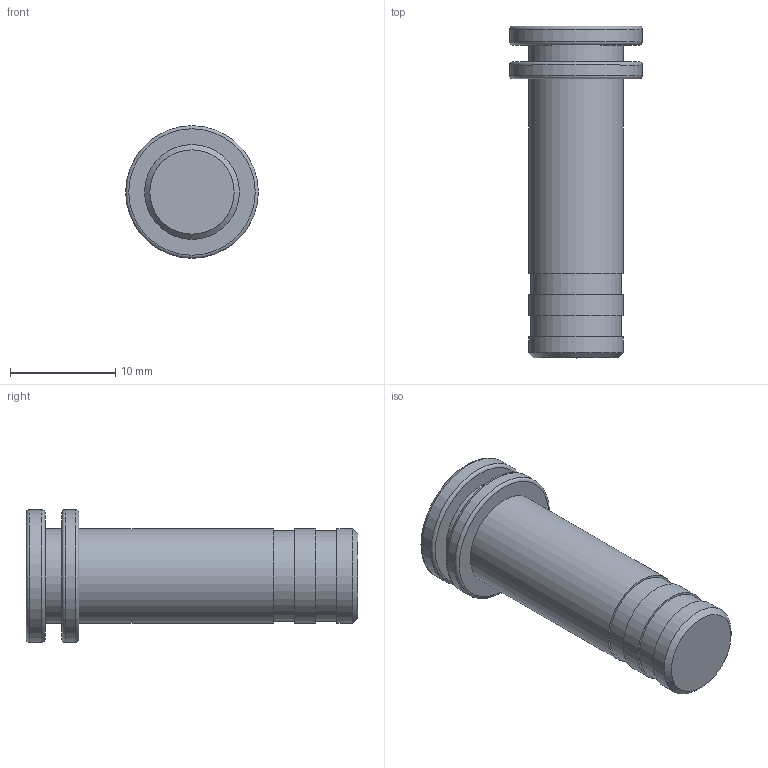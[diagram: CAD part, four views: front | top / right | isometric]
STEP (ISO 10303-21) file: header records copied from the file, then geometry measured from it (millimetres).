
FILE_DESCRIPTION(/* description */ (''),/* implementation_level */ '2;1');
FILE_NAME(/* name */ 'tb 0000 146 0007nxc001-01_214.stp',/* time_stamp */ '2023-01-27T09:00:31+01:00',/* author */ (''),/* organization */ (''),/* preprocessor_version */ 'ST-DEVELOPER v18.1',/* originating_system */ 'SIEMENS PLM Software NX 2000',/* authorisation */ '');
FILE_SCHEMA (('AUTOMOTIVE_DESIGN { 1 0 10303 214 3 1 1 1 }'));
Length unit declared in the file: millimetre
Products named in the file (2): tb 0000 146 0007nxm001-04_33215ID; tb 0000 146 0007nxc001-01
Assembly tree (1 placements, depth 2):
  tb 0000 146 0007nxc001-01
    tb 0000 146 0007nxm001-04_33215ID
Bounding box: 12.6 x 31.5 x 12.6 mm (x, y, z)
Volume: 2183 mm3; surface area: 1288.6 mm2
Topology: 1 solids, 1 shells, 22 faces, 34 edges, 21 vertices
Faces by surface type: plane 9, cylinder 8, torus 4, cone 1
Full cylindrical faces by diameter (mm): 8.6 x2, 9 x4, 12.6 x2
Entity records: 476 total; most frequent: DIRECTION 90, CARTESIAN_POINT 66, AXIS2_PLACEMENT_3D 45, EDGE_LOOP 42, ORIENTED_EDGE 42, FACE_BOUND 40, ADVANCED_FACE 22, VERTEX_POINT 21
